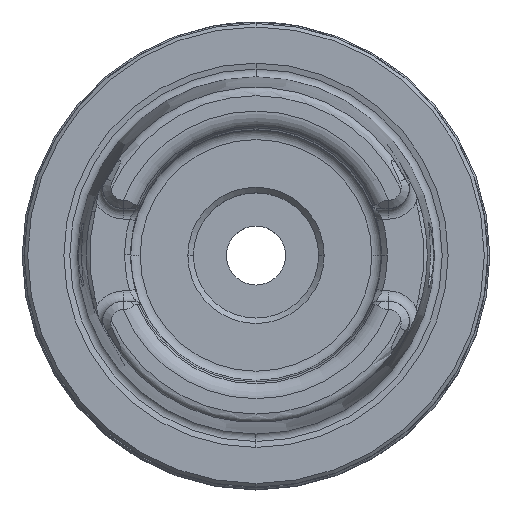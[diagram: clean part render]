
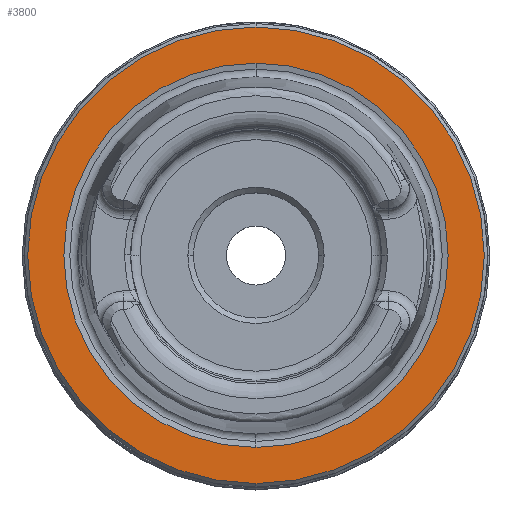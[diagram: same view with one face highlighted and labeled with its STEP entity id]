
A CAD part, top view. The second image highlights one B-rep face of the part: STEP entity #3800.
In plain terms, the highlighted planar face has unit normal (0, 0, 1).
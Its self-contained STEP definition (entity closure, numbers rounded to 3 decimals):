
#1640=EDGE_CURVE('NONE',#3532,#4056,#4666,.T.);
#1762=VERTEX_POINT('NONE',#4797);
#1768=EDGE_CURVE('NONE',#4056,#3532,#4803,.T.);
#2104=EDGE_CURVE('NONE',#2366,#1762,#5173,.F.);
#2346=EDGE_CURVE('NONE',#1762,#2366,#5441,.T.);
#2366=VERTEX_POINT('NONE',#5462);
#3532=VERTEX_POINT('NONE',#6744);
#3800=ADVANCED_FACE('NONE',(#7036,#7037),#7038,.F.);
#4056=VERTEX_POINT('NONE',#7324);
#4666=CIRCLE('',#8209,30.995);
#4797=CARTESIAN_POINT('',(0.,-26.09,0.));
#4803=CIRCLE('',#8457,30.995);
#5173=CIRCLE('',#9353,26.09);
#5441=CIRCLE('',#10296,26.09);
#5462=CARTESIAN_POINT('',(0.,26.09,0.));
#6744=CARTESIAN_POINT('',(0.,-30.995,0.));
#7036=FACE_OUTER_BOUND('',#14986,.T.);
#7037=FACE_BOUND('',#14987,.T.);
#7038=PLANE('',#14988);
#7324=CARTESIAN_POINT('',(0.,30.995,0.));
#8209=AXIS2_PLACEMENT_3D('',#17320,#17321,#17322);
#8457=AXIS2_PLACEMENT_3D('',#17460,#17461,#17462);
#9353=AXIS2_PLACEMENT_3D('',#17878,#17879,#17880);
#10296=AXIS2_PLACEMENT_3D('',#18169,#18170,#18171);
#14986=EDGE_LOOP('',(#19893,#19894));
#14987=EDGE_LOOP('',(#19895,#19896));
#14988=AXIS2_PLACEMENT_3D('',#19897,#19898,#19899);
#17320=CARTESIAN_POINT('',(0.,0.,0.));
#17321=DIRECTION('',(0.0,0.0,1.0));
#17322=DIRECTION('',(0.,-1.0,0.0));
#17460=CARTESIAN_POINT('',(0.,0.,0.));
#17461=DIRECTION('',(0.0,0.0,1.0));
#17462=DIRECTION('',(0.,-1.0,0.0));
#17878=CARTESIAN_POINT('',(0.,0.,0.));
#17879=DIRECTION('',(0.0,0.0,-1.0));
#17880=DIRECTION('',(0.,1.0,0.0));
#18169=CARTESIAN_POINT('',(0.,0.,0.));
#18170=DIRECTION('',(0.0,-0.0,1.0));
#18171=DIRECTION('',(0.,1.0,0.0));
#19893=ORIENTED_EDGE('',*,*,#1640,.T.);
#19894=ORIENTED_EDGE('',*,*,#1768,.T.);
#19895=ORIENTED_EDGE('',*,*,#2104,.F.);
#19896=ORIENTED_EDGE('',*,*,#2346,.F.);
#19897=CARTESIAN_POINT('',(0.,-24.796,0.));
#19898=DIRECTION('',(-0.0,0.0,-1.0));
#19899=DIRECTION('',(0.,-1.0,0.0));
